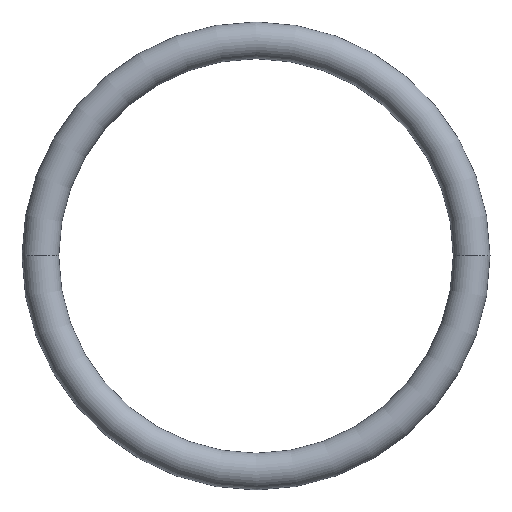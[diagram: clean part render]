
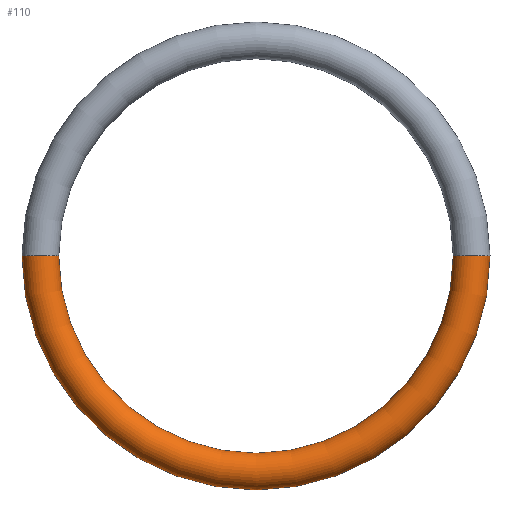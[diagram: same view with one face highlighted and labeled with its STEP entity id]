
A CAD part, top view. The second image highlights one B-rep face of the part: STEP entity #110.
In plain terms, the highlighted toroidal (fillet/blend) face has major radius 10.44 mm and minor radius 0.89 mm.
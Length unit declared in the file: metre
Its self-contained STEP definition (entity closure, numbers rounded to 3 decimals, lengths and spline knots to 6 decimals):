
#6 = EDGE_CURVE ( 'NONE', #54, #111, #177, .T. ) ;
#9 = CARTESIAN_POINT ( 'NONE',  ( -0.01133, 0., 0.03951 ) ) ;
#10 = CARTESIAN_POINT ( 'NONE',  ( 0., 0., 0.03951 ) ) ;
#15 = DIRECTION ( 'NONE',  ( 0., 0., -1. ) ) ;
#22 = ORIENTED_EDGE ( 'NONE', *, *, #73, .F. ) ;
#24 = EDGE_LOOP ( 'NONE', ( #22, #170, #35, #107 ) ) ;
#25 = EDGE_CURVE ( 'NONE', #54, #168, #43, .T. ) ;
#28 = CARTESIAN_POINT ( 'NONE',  ( -0.00955, 0., 0.03951 ) ) ;
#35 = ORIENTED_EDGE ( 'NONE', *, *, #25, .T. ) ;
#38 = DIRECTION ( 'NONE',  ( -1., 0., 0. ) ) ;
#43 = CIRCLE ( 'NONE', #138, 0.00955 ) ;
#54 = VERTEX_POINT ( 'NONE', #141 ) ;
#57 = VERTEX_POINT ( 'NONE', #9 ) ;
#58 = DIRECTION ( 'NONE',  ( -1., 0., 0. ) ) ;
#60 = DIRECTION ( 'NONE',  ( 0., 0., -1. ) ) ;
#69 = CIRCLE ( 'NONE', #92, 0.01133 ) ;
#71 = CARTESIAN_POINT ( 'NONE',  ( 0.01133, 0., 0.03951 ) ) ;
#73 = EDGE_CURVE ( 'NONE', #111, #57, #69, .T. ) ;
#82 = AXIS2_PLACEMENT_3D ( 'NONE', #10, #132, #116 ) ;
#83 = DIRECTION ( 'NONE',  ( 0., 0., -1. ) ) ;
#84 = AXIS2_PLACEMENT_3D ( 'NONE', #176, #190, #105 ) ;
#85 = DIRECTION ( 'NONE',  ( 0., -1., 0. ) ) ;
#92 = AXIS2_PLACEMENT_3D ( 'NONE', #155, #83, #58 ) ;
#105 = DIRECTION ( 'NONE',  ( -1., 0., 0. ) ) ;
#107 = ORIENTED_EDGE ( 'NONE', *, *, #179, .T. ) ;
#110 = ADVANCED_FACE ( 'NONE', ( #152 ), #156, .T. ) ;
#111 = VERTEX_POINT ( 'NONE', #71 ) ;
#113 = CARTESIAN_POINT ( 'NONE',  ( -0.01044, 0., 0.03951 ) ) ;
#116 = DIRECTION ( 'NONE',  ( -1., 0., 0. ) ) ;
#120 = CIRCLE ( 'NONE', #128, 0.00089 ) ;
#128 = AXIS2_PLACEMENT_3D ( 'NONE', #113, #85, #60 ) ;
#132 = DIRECTION ( 'NONE',  ( 0., 0., -1. ) ) ;
#138 = AXIS2_PLACEMENT_3D ( 'NONE', #147, #15, #38 ) ;
#141 = CARTESIAN_POINT ( 'NONE',  ( 0.00955, 0., 0.03951 ) ) ;
#147 = CARTESIAN_POINT ( 'NONE',  ( 0., 0., 0.03951 ) ) ;
#152 = FACE_OUTER_BOUND ( 'NONE', #24, .T. ) ;
#155 = CARTESIAN_POINT ( 'NONE',  ( 0., 0., 0.03951 ) ) ;
#156 = TOROIDAL_SURFACE ( 'NONE', #82, 0.01044, 0.00089 ) ;
#168 = VERTEX_POINT ( 'NONE', #28 ) ;
#170 = ORIENTED_EDGE ( 'NONE', *, *, #6, .F. ) ;
#176 = CARTESIAN_POINT ( 'NONE',  ( 0.01044, 0., 0.03951 ) ) ;
#177 = CIRCLE ( 'NONE', #84, 0.00089 ) ;
#179 = EDGE_CURVE ( 'NONE', #168, #57, #120, .T. ) ;
#190 = DIRECTION ( 'NONE',  ( 0., 1., 0. ) ) ;
